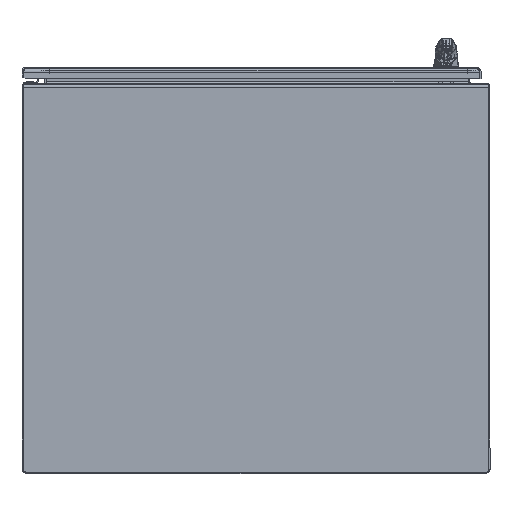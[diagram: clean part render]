
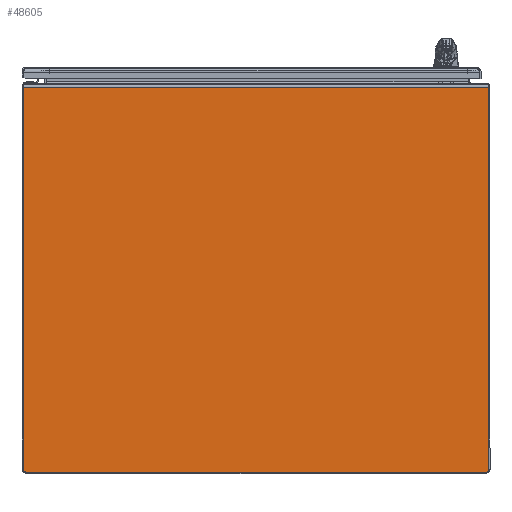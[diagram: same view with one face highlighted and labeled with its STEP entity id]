
A CAD part, front view. The second image highlights one B-rep face of the part: STEP entity #48605.
In plain terms, the highlighted planar face has unit normal (0, -1, 0).
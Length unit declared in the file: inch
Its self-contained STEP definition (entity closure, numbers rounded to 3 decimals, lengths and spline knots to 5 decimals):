
#21092 = CARTESIAN_POINT ( 'NONE',  ( 17.9585, -36.0625, -9.4265 ) ) ;
#36701 = CARTESIAN_POINT ( 'NONE',  ( 17.9585, -36.0625, 20.2405 ) ) ;
#38654 = LINE ( 'NONE', #223251, #194086 ) ;
#39878 = DIRECTION ( 'NONE',  ( 0., -1., 0. ) ) ;
#44210 = VERTEX_POINT ( 'NONE', #64322 ) ;
#45181 = VERTEX_POINT ( 'NONE', #36701 ) ;
#45872 = VERTEX_POINT ( 'NONE', #193952 ) ;
#48605 = ADVANCED_FACE ( 'NONE', ( #85922 ), #160731, .T. ) ;
#64322 = CARTESIAN_POINT ( 'NONE',  ( -17.9585, -36.0625, -9.4265 ) ) ;
#70139 = EDGE_CURVE ( 'NONE', #44210, #151616, #149187, .T. ) ;
#71803 = EDGE_CURVE ( 'NONE', #45181, #45872, #38654, .T. ) ;
#72027 = DIRECTION ( 'NONE',  ( 1., 0., 0. ) ) ;
#73815 = DIRECTION ( 'NONE',  ( 0., 0., 1. ) ) ;
#85922 = FACE_OUTER_BOUND ( 'NONE', #215082, .T. ) ;
#97332 = ORIENTED_EDGE ( 'NONE', *, *, #177399, .T. ) ;
#100852 = VECTOR ( 'NONE', #205926, 39.37008 ) ;
#116699 = CARTESIAN_POINT ( 'NONE',  ( 17.9585, -36.0625, 5.532 ) ) ;
#119730 = LINE ( 'NONE', #172740, #218038 ) ;
#132500 = LINE ( 'NONE', #116699, #100852 ) ;
#135582 = VECTOR ( 'NONE', #72027, 39.37008 ) ;
#135997 = EDGE_CURVE ( 'NONE', #45872, #44210, #119730, .T. ) ;
#137830 = DIRECTION ( 'NONE',  ( 0., 0., -1. ) ) ;
#149187 = LINE ( 'NONE', #237206, #135582 ) ;
#151616 = VERTEX_POINT ( 'NONE', #21092 ) ;
#153987 = ORIENTED_EDGE ( 'NONE', *, *, #70139, .T. ) ;
#160731 = PLANE ( 'NONE',  #176400 ) ;
#172740 = CARTESIAN_POINT ( 'NONE',  ( -17.9585, -36.0625, 5.532 ) ) ;
#176400 = AXIS2_PLACEMENT_3D ( 'NONE', #220909, #39878, #73815 ) ;
#177399 = EDGE_CURVE ( 'NONE', #151616, #45181, #132500, .T. ) ;
#193952 = CARTESIAN_POINT ( 'NONE',  ( -17.9585, -36.0625, 20.2405 ) ) ;
#194086 = VECTOR ( 'NONE', #224407, 39.37008 ) ;
#205926 = DIRECTION ( 'NONE',  ( 0., 0., 1. ) ) ;
#206681 = ORIENTED_EDGE ( 'NONE', *, *, #71803, .T. ) ;
#215082 = EDGE_LOOP ( 'NONE', ( #153987, #97332, #206681, #234609 ) ) ;
#218038 = VECTOR ( 'NONE', #137830, 39.37008 ) ;
#220909 = CARTESIAN_POINT ( 'NONE',  ( 0., -36.0625, 5.532 ) ) ;
#223251 = CARTESIAN_POINT ( 'NONE',  ( 0., -36.0625, 20.2405 ) ) ;
#224407 = DIRECTION ( 'NONE',  ( -1., 0., 0. ) ) ;
#234609 = ORIENTED_EDGE ( 'NONE', *, *, #135997, .T. ) ;
#237206 = CARTESIAN_POINT ( 'NONE',  ( 0., -36.0625, -9.4265 ) ) ;
